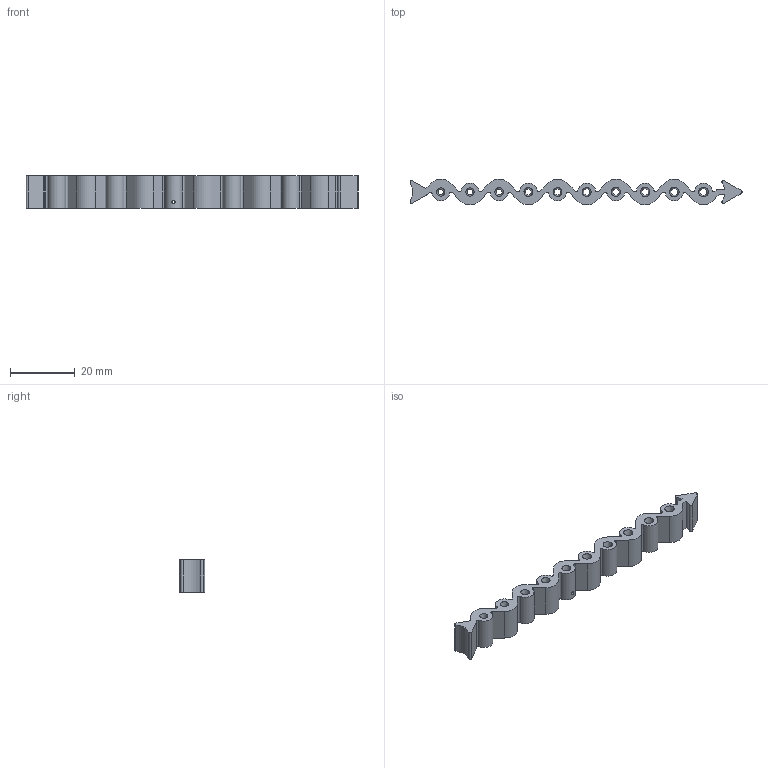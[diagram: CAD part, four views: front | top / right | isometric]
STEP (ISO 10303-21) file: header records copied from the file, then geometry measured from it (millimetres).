
FILE_DESCRIPTION(('FreeCAD Model'),'2;1');
FILE_NAME('Open CASCADE Shape Model','2026-02-28T22:40:44',(''),(''), 'Open CASCADE STEP processor 7.8','FreeCAD','Unknown');
FILE_SCHEMA(('AUTOMOTIVE_DESIGN { 1 0 10303 214 1 1 1 1 }'));
Length unit declared in the file: millimetre
Products named in the file (1): screw-size-tester
Bounding box: 102.37 x 7.99 x 10 mm (x, y, z)
Volume: 4200.3 mm3; surface area: 4236.9 mm2
Topology: 1 solids, 1 shells, 102 faces, 290 edges, 190 vertices
Faces by surface type: cylinder 62, plane 30, cone 10
Full cylindrical faces by diameter (mm): 1 x2, 1.75 x1, 1.8 x1, 1.85 x1, 1.9 x1, 1.95 x1, 2 x1, 2.05 x1, 2.1 x1, 2.15 x1, 2.2 x1
Entity records: 3646 total; most frequent: CARTESIAN_POINT 803, DIRECTION 622, ORIENTED_EDGE 580, EDGE_CURVE 290, AXIS2_PLACEMENT_3D 233, VERTEX_POINT 190, LINE 156, VECTOR 156
